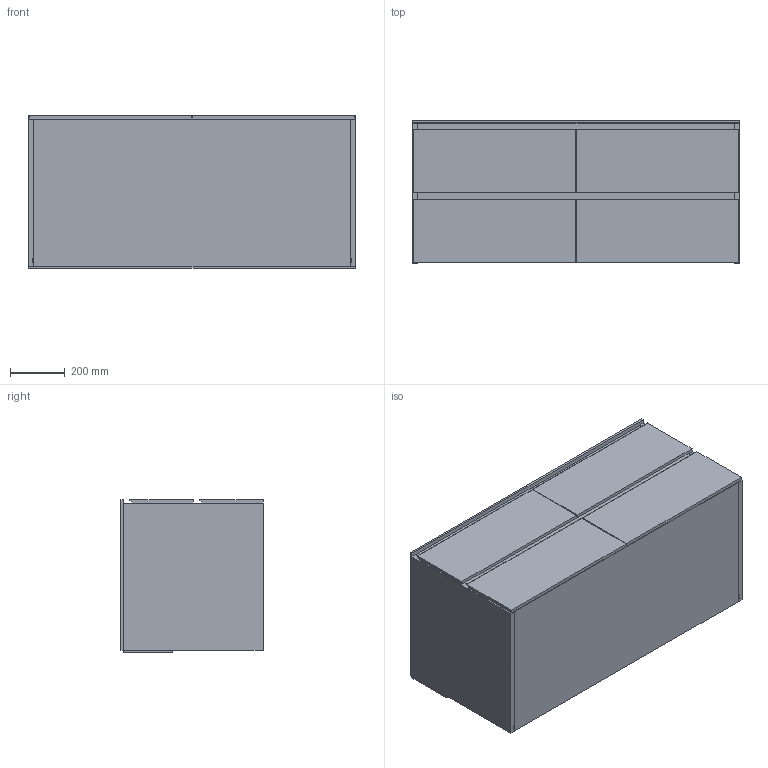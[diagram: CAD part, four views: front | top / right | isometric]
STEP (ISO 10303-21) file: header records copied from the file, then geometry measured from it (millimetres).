
FILE_DESCRIPTION (( 'STEP AP214' ), '1' );
FILE_NAME ('WP1200500-4AUSNCUR-A.STEP', '2020-08-25T14:56:39', ( 'User' ), ( '' ), 'SwSTEP 2.0', 'SolidWorks 2019', '' );
FILE_SCHEMA (( 'AUTOMOTIVE_DESIGN' ));
Length unit declared in the file: millimetre
Products named in the file (5): WP 1200500-4AUSNCUR-A_us_Spanweiá lackiert<Wie bearbeitet>; WP 1200500-4AUSNCUR-A_us; WP 1200500-4AUSNCUR-A_wt_Mit Hahnloch ohne šberlauf; WP 1200500-4AUSNCUR-A_wt; WP1200500-4AUSNCUR-A
Assembly tree (2 placements, depth 2):
  WP 1200500-4AUSNCUR-A_us
  WP 1200500-4AUSNCUR-A_wt
  WP1200500-4AUSNCUR-A
    WP 1200500-4AUSNCUR-A_us_Spanweiá lackiert<Wie bearbeitet>
    WP 1200500-4AUSNCUR-A_wt_Mit Hahnloch ohne šberlauf
Bounding box: 1200 x 520 x 558 mm (x, y, z)
Volume: 70448002 mm3; surface area: 9894057.5 mm2
Topology: 30 solids, 30 shells, 279 faces, 653 edges, 435 vertices
Faces by surface type: plane 245, cylinder 24, bspline 10
Entity records: 60932 total; most frequent: CARTESIAN_POINT 54126, ORIENTED_EDGE 1306, DIRECTION 1216, EDGE_CURVE 653, LINE 578, VECTOR 578, VERTEX_POINT 435, AXIS2_PLACEMENT_3D 319
